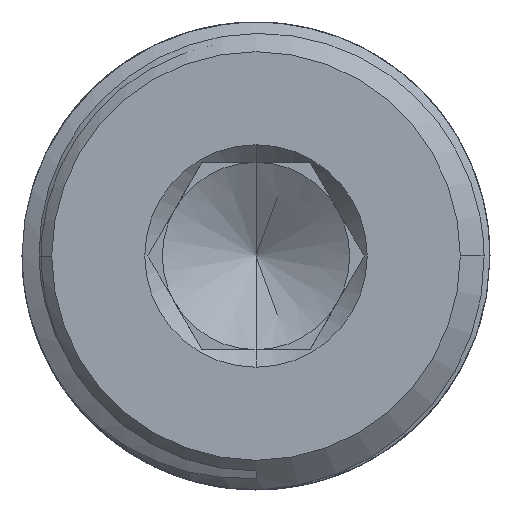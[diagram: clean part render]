
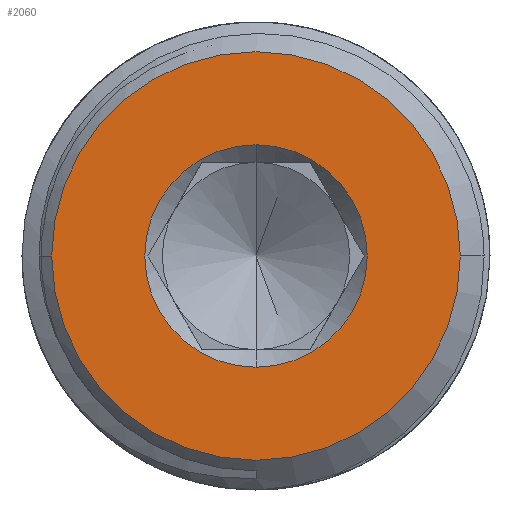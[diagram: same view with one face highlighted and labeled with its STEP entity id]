
A CAD part, left-side view. The second image highlights one B-rep face of the part: STEP entity #2060.
In plain terms, the highlighted planar face has unit normal (-1, 0, 0).
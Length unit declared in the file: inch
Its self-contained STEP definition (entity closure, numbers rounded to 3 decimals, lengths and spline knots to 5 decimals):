
#83 = CARTESIAN_POINT ( 'NONE',  ( 0., 0., 0. ) ) ;
#365 = VERTEX_POINT ( 'NONE', #3532 ) ;
#693 = AXIS2_PLACEMENT_3D ( 'NONE', #8475, #9484, #2697 ) ;
#871 = VERTEX_POINT ( 'NONE', #10946 ) ;
#1381 = CIRCLE ( 'NONE', #693, 0.18701 ) ;
#1770 = CARTESIAN_POINT ( 'NONE',  ( 0., 0., 0. ) ) ;
#2055 = EDGE_LOOP ( 'NONE', ( #4738, #10965 ) ) ;
#2060 = ADVANCED_FACE ( 'NONE', ( #2446, #5777 ), #3612, .T. ) ;
#2148 = EDGE_LOOP ( 'NONE', ( #6704, #2778 ) ) ;
#2423 = DIRECTION ( 'NONE',  ( -1., 0., 0. ) ) ;
#2446 = FACE_OUTER_BOUND ( 'NONE', #2055, .T. ) ;
#2518 = CARTESIAN_POINT ( 'NONE',  ( 0., 0., 0. ) ) ;
#2697 = DIRECTION ( 'NONE',  ( 0., 0., 1. ) ) ;
#2778 = ORIENTED_EDGE ( 'NONE', *, *, #7098, .F. ) ;
#3265 = AXIS2_PLACEMENT_3D ( 'NONE', #1770, #4976, #11410 ) ;
#3475 = VERTEX_POINT ( 'NONE', #12582 ) ;
#3532 = CARTESIAN_POINT ( 'NONE',  ( 0., -0.3435, 0. ) ) ;
#3612 = PLANE ( 'NONE',  #7438 ) ;
#4727 = EDGE_CURVE ( 'NONE', #365, #3475, #5571, .T. ) ;
#4738 = ORIENTED_EDGE ( 'NONE', *, *, #12068, .T. ) ;
#4976 = DIRECTION ( 'NONE',  ( -1., 0., 0. ) ) ;
#5324 = AXIS2_PLACEMENT_3D ( 'NONE', #6554, #2423, #8872 ) ;
#5571 = CIRCLE ( 'NONE', #7177, 0.3435 ) ;
#5777 = FACE_BOUND ( 'NONE', #2148, .T. ) ;
#5853 = DIRECTION ( 'NONE',  ( 0., -1., 0. ) ) ;
#6020 = CARTESIAN_POINT ( 'NONE',  ( 0., 0., -0.18701 ) ) ;
#6554 = CARTESIAN_POINT ( 'NONE',  ( 0., 0., 0. ) ) ;
#6704 = ORIENTED_EDGE ( 'NONE', *, *, #7560, .F. ) ;
#6930 = DIRECTION ( 'NONE',  ( -1., 0., 0. ) ) ;
#7098 = EDGE_CURVE ( 'NONE', #11331, #871, #1381, .T. ) ;
#7177 = AXIS2_PLACEMENT_3D ( 'NONE', #83, #7746, #13358 ) ;
#7438 = AXIS2_PLACEMENT_3D ( 'NONE', #2518, #6930, #5853 ) ;
#7560 = EDGE_CURVE ( 'NONE', #871, #11331, #8552, .T. ) ;
#7746 = DIRECTION ( 'NONE',  ( -1., 0., 0. ) ) ;
#8475 = CARTESIAN_POINT ( 'NONE',  ( 0., 0., 0. ) ) ;
#8552 = CIRCLE ( 'NONE', #5324, 0.18701 ) ;
#8872 = DIRECTION ( 'NONE',  ( 0., 0., 1. ) ) ;
#9484 = DIRECTION ( 'NONE',  ( -1., 0., 0. ) ) ;
#9726 = CIRCLE ( 'NONE', #3265, 0.3435 ) ;
#10946 = CARTESIAN_POINT ( 'NONE',  ( 0., 0., 0.18701 ) ) ;
#10965 = ORIENTED_EDGE ( 'NONE', *, *, #4727, .T. ) ;
#11331 = VERTEX_POINT ( 'NONE', #6020 ) ;
#11410 = DIRECTION ( 'NONE',  ( 0., -1., 0. ) ) ;
#12068 = EDGE_CURVE ( 'NONE', #3475, #365, #9726, .T. ) ;
#12582 = CARTESIAN_POINT ( 'NONE',  ( 0., 0.3435, 0. ) ) ;
#13358 = DIRECTION ( 'NONE',  ( 0., -1., 0. ) ) ;
